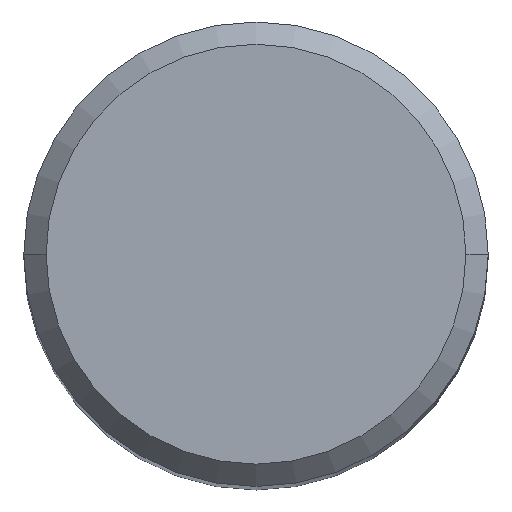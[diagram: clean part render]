
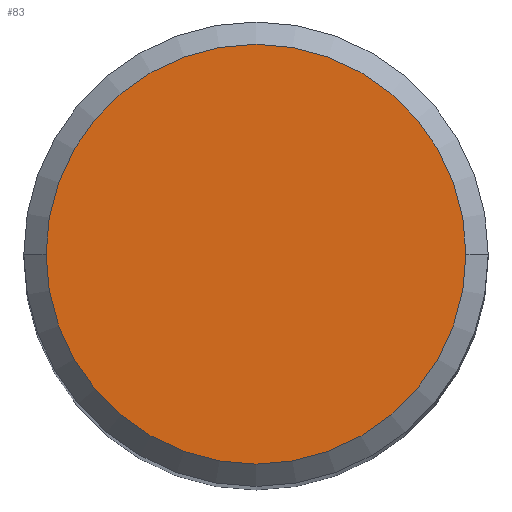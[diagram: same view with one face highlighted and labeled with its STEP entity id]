
A CAD part, top view. The second image highlights one B-rep face of the part: STEP entity #83.
In plain terms, the highlighted planar face has unit normal (0, 0, 1).
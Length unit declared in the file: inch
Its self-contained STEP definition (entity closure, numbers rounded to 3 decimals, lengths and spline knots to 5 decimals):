
#12 = DIRECTION ( 'NONE',  ( 0., 0., 1. ) ) ;
#19 = AXIS2_PLACEMENT_3D ( 'NONE', #173, #261, #35 ) ;
#28 = ORIENTED_EDGE ( 'NONE', *, *, #160, .T. ) ;
#35 = DIRECTION ( 'NONE',  ( 1., 0., 0. ) ) ;
#39 = ORIENTED_EDGE ( 'NONE', *, *, #270, .T. ) ;
#42 = VERTEX_POINT ( 'NONE', #203 ) ;
#49 = DIRECTION ( 'NONE',  ( 1., 0., 0. ) ) ;
#52 = PLANE ( 'NONE',  #19 ) ;
#65 = VERTEX_POINT ( 'NONE', #85 ) ;
#83 = ADVANCED_FACE ( 'NONE', ( #209 ), #52, .T. ) ;
#85 = CARTESIAN_POINT ( 'NONE',  ( -0.14125, 0., 2. ) ) ;
#127 = DIRECTION ( 'NONE',  ( 1., 0., 0. ) ) ;
#148 = AXIS2_PLACEMENT_3D ( 'NONE', #200, #198, #127 ) ;
#160 = EDGE_CURVE ( 'NONE', #65, #42, #166, .T. ) ;
#166 = CIRCLE ( 'NONE', #293, 0.14125 ) ;
#173 = CARTESIAN_POINT ( 'NONE',  ( 0., 0., 2. ) ) ;
#192 = CARTESIAN_POINT ( 'NONE',  ( 0., 0., 2. ) ) ;
#198 = DIRECTION ( 'NONE',  ( 0., 0., 1. ) ) ;
#200 = CARTESIAN_POINT ( 'NONE',  ( 0., 0., 2. ) ) ;
#203 = CARTESIAN_POINT ( 'NONE',  ( 0.14125, 0., 2. ) ) ;
#209 = FACE_OUTER_BOUND ( 'NONE', #278, .T. ) ;
#241 = CIRCLE ( 'NONE', #148, 0.14125 ) ;
#261 = DIRECTION ( 'NONE',  ( 0., 0., 1. ) ) ;
#270 = EDGE_CURVE ( 'NONE', #42, #65, #241, .T. ) ;
#278 = EDGE_LOOP ( 'NONE', ( #28, #39 ) ) ;
#293 = AXIS2_PLACEMENT_3D ( 'NONE', #192, #12, #49 ) ;
